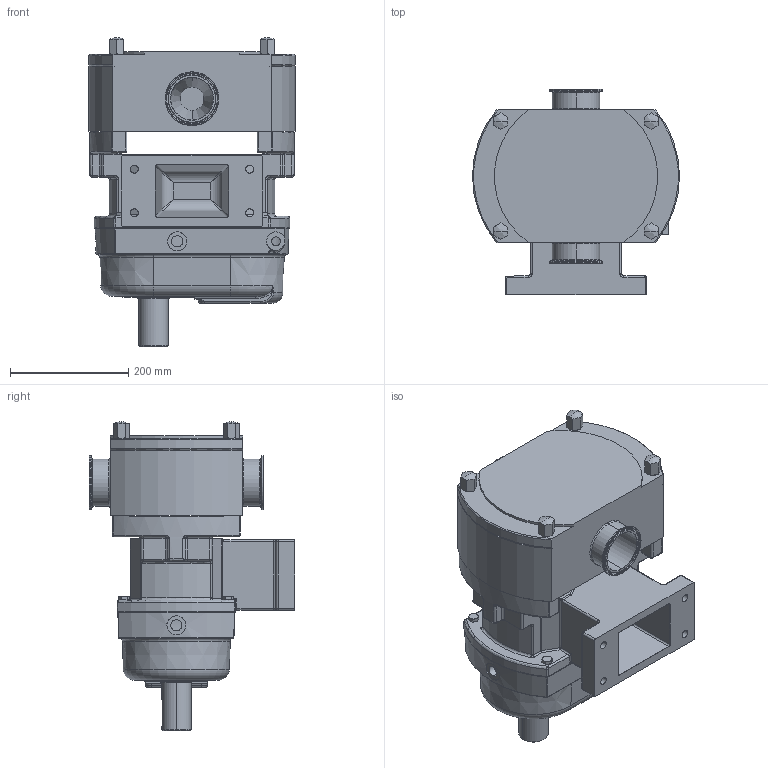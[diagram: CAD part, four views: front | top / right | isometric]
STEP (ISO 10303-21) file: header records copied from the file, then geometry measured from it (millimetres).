
FILE_DESCRIPTION((''),'2;1');
FILE_NAME('FL2S130S_3_TRI_CLAMP_SW0001','2023-01-23T14:48:40',('DS'),(''),'CREO PARAMETRIC BY PTC INC, 2022281','CREO PARAMETRIC BY PTC INC, 2022281','');
FILE_SCHEMA(('CONFIG_CONTROL_DESIGN'));
Length unit declared in the file: millimetre
Products named in the file (1): FL2S130S_3_TRI_CLAMP_SW0001
Bounding box: 350 x 347 x 522.43 mm (x, y, z)
Volume: 22983195.8 mm3; surface area: 905508.3 mm2
Topology: 1 solids, 1 shells, 779 faces, 1833 edges, 1071 vertices
Faces by surface type: cylinder 259, plane 166, bspline 128, torus 106, cone 85, sphere 35
Entity records: 30055 total; most frequent: CARTESIAN_POINT 13019, ORIENTED_EDGE 3610, DIRECTION 3527, EDGE_CURVE 1805, AXIS2_PLACEMENT_3D 1461, VERTEX_POINT 1071, EDGE_LOOP 836, CIRCLE 810
